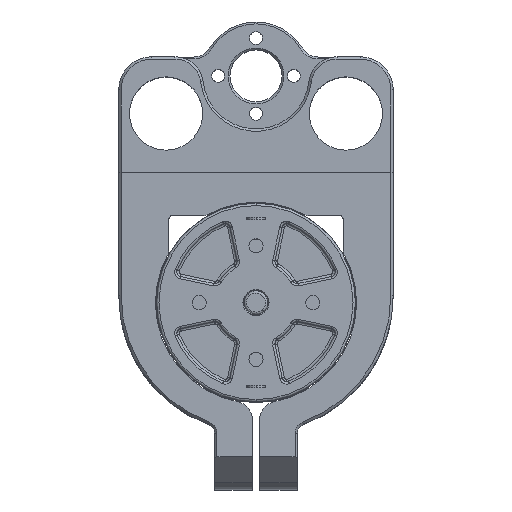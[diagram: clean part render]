
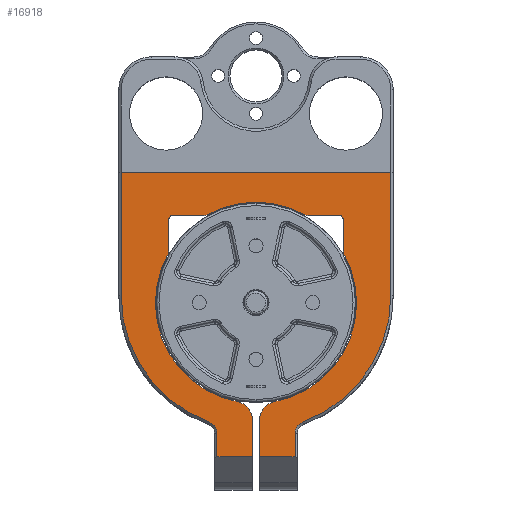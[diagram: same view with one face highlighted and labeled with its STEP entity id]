
A CAD part, top view. The second image highlights one B-rep face of the part: STEP entity #16918.
In plain terms, the highlighted planar face has unit normal (0, 0, 1).
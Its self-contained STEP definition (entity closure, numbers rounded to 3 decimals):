
#3992=CIRCLE('',#19086,28.5);
#3995=CIRCLE('',#19090,2.5);
#4000=CIRCLE('',#19100,28.5);
#4003=CIRCLE('',#19105,2.5);
#4011=CIRCLE('',#19118,4.);
#4027=CIRCLE('',#19137,4.);
#4032=CIRCLE('',#19150,21.25);
#4033=CIRCLE('',#19151,2.);
#4034=CIRCLE('',#19152,1.);
#4035=CIRCLE('',#19153,2.);
#4036=CIRCLE('',#19154,21.25);
#4037=CIRCLE('',#19155,2.);
#4038=CIRCLE('',#19156,1.);
#4039=CIRCLE('',#19157,2.);
#4040=CIRCLE('',#19158,21.25);
#4738=FACE_OUTER_BOUND('',#5512,.T.);
#5512=EDGE_LOOP('',(#15861,#15862,#15863,#15864,#15865,#15866,#15867,#15868,
#15869,#15870,#15871,#15872,#15873,#15874,#15875,#15876,#15877,#15878,#15879,
#15880,#15881,#15882,#15883,#15884,#15885,#15886,#15887,#15888));
#6470=LINE('',#47845,#7459);
#6475=LINE('',#47854,#7464);
#6486=LINE('',#47937,#7475);
#6494=LINE('',#48050,#7483);
#6502=LINE('',#48073,#7491);
#6515=LINE('',#48125,#7504);
#6524=LINE('',#48155,#7513);
#6525=LINE('',#48159,#7514);
#6526=LINE('',#48167,#7515);
#6527=LINE('',#48171,#7516);
#6528=LINE('',#48176,#7517);
#6529=LINE('',#48178,#7518);
#6530=LINE('',#48179,#7519);
#7459=VECTOR('',#24196,10.);
#7464=VECTOR('',#24203,10.);
#7475=VECTOR('',#24234,10.);
#7483=VECTOR('',#24268,10.);
#7491=VECTOR('',#24288,10.);
#7504=VECTOR('',#24335,10.);
#7513=VECTOR('',#24370,10.);
#7514=VECTOR('',#24373,10.);
#7515=VECTOR('',#24380,10.);
#7516=VECTOR('',#24383,10.);
#7517=VECTOR('',#24388,10.);
#7518=VECTOR('',#24389,10.);
#7519=VECTOR('',#24390,10.);
#10078=VERTEX_POINT('',#47828);
#10079=VERTEX_POINT('',#47830);
#10082=VERTEX_POINT('',#47838);
#10084=VERTEX_POINT('',#47843);
#10087=VERTEX_POINT('',#47852);
#10097=VERTEX_POINT('',#47922);
#10098=VERTEX_POINT('',#47924);
#10100=VERTEX_POINT('',#47930);
#10103=VERTEX_POINT('',#47935);
#10116=VERTEX_POINT('',#48049);
#10120=VERTEX_POINT('',#48058);
#10121=VERTEX_POINT('',#48060);
#10146=VERTEX_POINT('',#48119);
#10147=VERTEX_POINT('',#48121);
#10153=VERTEX_POINT('',#48150);
#10154=VERTEX_POINT('',#48152);
#10155=VERTEX_POINT('',#48154);
#10156=VERTEX_POINT('',#48156);
#10157=VERTEX_POINT('',#48158);
#10158=VERTEX_POINT('',#48160);
#10159=VERTEX_POINT('',#48162);
#10160=VERTEX_POINT('',#48164);
#10161=VERTEX_POINT('',#48166);
#10162=VERTEX_POINT('',#48168);
#10163=VERTEX_POINT('',#48170);
#10164=VERTEX_POINT('',#48172);
#10165=VERTEX_POINT('',#48175);
#10166=VERTEX_POINT('',#48177);
#12775=EDGE_CURVE('',#10078,#10079,#3992,.T.);
#12780=EDGE_CURVE('',#10082,#10078,#3995,.T.);
#12782=EDGE_CURVE('',#10084,#10082,#6470,.T.);
#12787=EDGE_CURVE('',#10087,#10084,#6475,.T.);
#12799=EDGE_CURVE('',#10097,#10098,#4000,.T.);
#12805=EDGE_CURVE('',#10103,#10100,#6486,.T.);
#12807=EDGE_CURVE('',#10098,#10103,#4003,.T.);
#12824=EDGE_CURVE('',#10100,#10116,#6494,.T.);
#12829=EDGE_CURVE('',#10120,#10121,#4011,.T.);
#12836=EDGE_CURVE('',#10116,#10120,#6502,.T.);
#12861=EDGE_CURVE('',#10146,#10147,#4027,.T.);
#12863=EDGE_CURVE('',#10087,#10147,#6515,.T.);
#12876=EDGE_CURVE('',#10146,#10153,#4032,.T.);
#12877=EDGE_CURVE('',#10154,#10153,#4033,.T.);
#12878=EDGE_CURVE('',#10154,#10155,#6524,.T.);
#12879=EDGE_CURVE('',#10155,#10156,#4034,.T.);
#12880=EDGE_CURVE('',#10156,#10157,#6525,.T.);
#12881=EDGE_CURVE('',#10158,#10157,#4035,.T.);
#12882=EDGE_CURVE('',#10158,#10159,#4036,.T.);
#12883=EDGE_CURVE('',#10160,#10159,#4037,.T.);
#12884=EDGE_CURVE('',#10160,#10161,#6526,.T.);
#12885=EDGE_CURVE('',#10161,#10162,#4038,.T.);
#12886=EDGE_CURVE('',#10162,#10163,#6527,.T.);
#12887=EDGE_CURVE('',#10164,#10163,#4039,.T.);
#12888=EDGE_CURVE('',#10164,#10121,#4040,.T.);
#12889=EDGE_CURVE('',#10165,#10097,#6528,.T.);
#12890=EDGE_CURVE('',#10165,#10166,#6529,.T.);
#12891=EDGE_CURVE('',#10166,#10079,#6530,.T.);
#15861=ORIENTED_EDGE('',*,*,#12782,.F.);
#15862=ORIENTED_EDGE('',*,*,#12787,.F.);
#15863=ORIENTED_EDGE('',*,*,#12863,.T.);
#15864=ORIENTED_EDGE('',*,*,#12861,.F.);
#15865=ORIENTED_EDGE('',*,*,#12876,.T.);
#15866=ORIENTED_EDGE('',*,*,#12877,.F.);
#15867=ORIENTED_EDGE('',*,*,#12878,.T.);
#15868=ORIENTED_EDGE('',*,*,#12879,.T.);
#15869=ORIENTED_EDGE('',*,*,#12880,.T.);
#15870=ORIENTED_EDGE('',*,*,#12881,.F.);
#15871=ORIENTED_EDGE('',*,*,#12882,.T.);
#15872=ORIENTED_EDGE('',*,*,#12883,.F.);
#15873=ORIENTED_EDGE('',*,*,#12884,.T.);
#15874=ORIENTED_EDGE('',*,*,#12885,.T.);
#15875=ORIENTED_EDGE('',*,*,#12886,.T.);
#15876=ORIENTED_EDGE('',*,*,#12887,.F.);
#15877=ORIENTED_EDGE('',*,*,#12888,.T.);
#15878=ORIENTED_EDGE('',*,*,#12829,.F.);
#15879=ORIENTED_EDGE('',*,*,#12836,.F.);
#15880=ORIENTED_EDGE('',*,*,#12824,.F.);
#15881=ORIENTED_EDGE('',*,*,#12805,.F.);
#15882=ORIENTED_EDGE('',*,*,#12807,.F.);
#15883=ORIENTED_EDGE('',*,*,#12799,.F.);
#15884=ORIENTED_EDGE('',*,*,#12889,.F.);
#15885=ORIENTED_EDGE('',*,*,#12890,.T.);
#15886=ORIENTED_EDGE('',*,*,#12891,.T.);
#15887=ORIENTED_EDGE('',*,*,#12775,.F.);
#15888=ORIENTED_EDGE('',*,*,#12780,.F.);
#16262=PLANE('',#19149);
#16918=ADVANCED_FACE('',(#4738),#16262,.T.);
#19086=AXIS2_PLACEMENT_3D('',#47831,#24181,#24182);
#19090=AXIS2_PLACEMENT_3D('',#47840,#24191,#24192);
#19100=AXIS2_PLACEMENT_3D('',#47925,#24224,#24225);
#19105=AXIS2_PLACEMENT_3D('',#47940,#24239,#24240);
#19118=AXIS2_PLACEMENT_3D('',#48061,#24276,#24277);
#19137=AXIS2_PLACEMENT_3D('',#48122,#24330,#24331);
#19149=AXIS2_PLACEMENT_3D('',#48149,#24364,#24365);
#19150=AXIS2_PLACEMENT_3D('',#48151,#24366,#24367);
#19151=AXIS2_PLACEMENT_3D('',#48153,#24368,#24369);
#19152=AXIS2_PLACEMENT_3D('',#48157,#24371,#24372);
#19153=AXIS2_PLACEMENT_3D('',#48161,#24374,#24375);
#19154=AXIS2_PLACEMENT_3D('',#48163,#24376,#24377);
#19155=AXIS2_PLACEMENT_3D('',#48165,#24378,#24379);
#19156=AXIS2_PLACEMENT_3D('',#48169,#24381,#24382);
#19157=AXIS2_PLACEMENT_3D('',#48173,#24384,#24385);
#19158=AXIS2_PLACEMENT_3D('',#48174,#24386,#24387);
#24181=DIRECTION('center_axis',(0.,0.,-1.));
#24182=DIRECTION('ref_axis',(-1.,0.,0.));
#24191=DIRECTION('center_axis',(0.,0.,1.));
#24192=DIRECTION('ref_axis',(0.821,0.572,0.));
#24196=DIRECTION('',(0.,1.,0.));
#24203=DIRECTION('',(-1.,0.,0.));
#24224=DIRECTION('center_axis',(0.,0.,-1.));
#24225=DIRECTION('ref_axis',(0.,-1.,0.));
#24234=DIRECTION('',(0.,-1.,0.));
#24239=DIRECTION('center_axis',(0.,0.,1.));
#24240=DIRECTION('ref_axis',(-0.821,0.572,0.));
#24268=DIRECTION('',(-1.,0.,0.));
#24276=DIRECTION('center_axis',(0.,0.,-1.));
#24277=DIRECTION('ref_axis',(-0.771,0.637,0.));
#24288=DIRECTION('',(0.,1.,0.));
#24330=DIRECTION('center_axis',(0.,0.,-1.));
#24331=DIRECTION('ref_axis',(0.771,0.637,0.));
#24335=DIRECTION('',(0.,1.,0.));
#24364=DIRECTION('center_axis',(0.,0.,1.));
#24365=DIRECTION('ref_axis',(-1.,0.,0.));
#24366=DIRECTION('center_axis',(0.,0.,-1.));
#24367=DIRECTION('ref_axis',(-1.,0.,0.));
#24368=DIRECTION('center_axis',(0.,0.,-1.));
#24369=DIRECTION('ref_axis',(0.97,-0.244,0.));
#24370=DIRECTION('',(0.,1.,0.));
#24371=DIRECTION('center_axis',(0.,0.,-1.));
#24372=DIRECTION('ref_axis',(0.,1.,0.));
#24373=DIRECTION('',(1.,0.,0.));
#24374=DIRECTION('center_axis',(0.,0.,-1.));
#24375=DIRECTION('ref_axis',(0.244,-0.97,0.));
#24376=DIRECTION('center_axis',(0.,0.,-1.));
#24377=DIRECTION('ref_axis',(-1.,0.,0.));
#24378=DIRECTION('center_axis',(0.,0.,-1.));
#24379=DIRECTION('ref_axis',(-0.244,-0.97,0.));
#24380=DIRECTION('',(1.,0.,0.));
#24381=DIRECTION('center_axis',(0.,0.,-1.));
#24382=DIRECTION('ref_axis',(1.,0.,0.));
#24383=DIRECTION('',(0.,-1.,0.));
#24384=DIRECTION('center_axis',(0.,0.,-1.));
#24385=DIRECTION('ref_axis',(-0.97,-0.244,0.));
#24386=DIRECTION('center_axis',(0.,0.,-1.));
#24387=DIRECTION('ref_axis',(-1.,0.,0.));
#24388=DIRECTION('',(0.,-1.,0.));
#24389=DIRECTION('',(-1.,0.,0.));
#24390=DIRECTION('',(0.,-1.,0.));
#47828=CARTESIAN_POINT('',(-9.883,-65.232,45.));
#47830=CARTESIAN_POINT('',(-28.5,-38.5,45.));
#47831=CARTESIAN_POINT('Origin',(0.,-38.5,
45.));
#47838=CARTESIAN_POINT('',(-8.25,-67.576,45.));
#47840=CARTESIAN_POINT('Origin',(-10.75,-67.576,45.));
#47843=CARTESIAN_POINT('',(-8.25,-72.5,45.));
#47845=CARTESIAN_POINT('',(-8.25,-46.,45.));
#47852=CARTESIAN_POINT('',(-0.75,-72.5,45.));
#47854=CARTESIAN_POINT('',(13.875,-72.5,45.));
#47922=CARTESIAN_POINT('',(28.5,-38.5,45.));
#47924=CARTESIAN_POINT('',(9.883,-65.232,45.));
#47925=CARTESIAN_POINT('Origin',(0.,-38.5,
45.));
#47930=CARTESIAN_POINT('',(8.25,-72.5,45.));
#47935=CARTESIAN_POINT('',(8.25,-67.576,45.));
#47937=CARTESIAN_POINT('',(8.25,-39.324,45.));
#47940=CARTESIAN_POINT('Origin',(10.75,-67.576,45.));
#48049=CARTESIAN_POINT('',(0.75,-72.5,45.));
#48050=CARTESIAN_POINT('',(18.625,-72.5,45.));
#48058=CARTESIAN_POINT('',(0.75,-64.799,45.));
#48060=CARTESIAN_POINT('',(3.998,-60.871,45.));
#48061=CARTESIAN_POINT('Origin',(4.75,-64.799,45.));
#48073=CARTESIAN_POINT('',(0.75,-79.5,45.));
#48119=CARTESIAN_POINT('',(-3.998,-60.871,45.));
#48121=CARTESIAN_POINT('',(-0.75,-64.799,45.));
#48122=CARTESIAN_POINT('Origin',(-4.75,-64.799,45.));
#48125=CARTESIAN_POINT('',(-0.75,-39.995,45.));
#48149=CARTESIAN_POINT('Origin',(28.5,-12.5,45.));
#48150=CARTESIAN_POINT('',(-18.722,-29.947,45.));
#48151=CARTESIAN_POINT('Origin',(0.,-40.,45.));
#48152=CARTESIAN_POINT('',(-18.484,-29.001,45.));
#48153=CARTESIAN_POINT('Origin',(-20.484,-29.001,45.));
#48154=CARTESIAN_POINT('',(-18.484,-22.516,45.));
#48155=CARTESIAN_POINT('',(-18.484,-21.008,45.));
#48156=CARTESIAN_POINT('',(-17.484,-21.516,45.));
#48157=CARTESIAN_POINT('Origin',(-17.484,-22.516,45.));
#48158=CARTESIAN_POINT('',(-10.999,-21.516,45.));
#48159=CARTESIAN_POINT('',(5.508,-21.516,45.));
#48160=CARTESIAN_POINT('',(-10.053,-21.278,45.));
#48161=CARTESIAN_POINT('Origin',(-10.999,-19.516,45.));
#48162=CARTESIAN_POINT('',(10.053,-21.278,45.));
#48163=CARTESIAN_POINT('Origin',(0.,-40.,45.));
#48164=CARTESIAN_POINT('',(10.999,-21.516,45.));
#48165=CARTESIAN_POINT('Origin',(10.999,-19.516,45.));
#48166=CARTESIAN_POINT('',(17.484,-21.516,45.));
#48167=CARTESIAN_POINT('',(19.492,-21.516,45.));
#48168=CARTESIAN_POINT('',(18.484,-22.516,45.));
#48169=CARTESIAN_POINT('Origin',(17.484,-22.516,45.));
#48170=CARTESIAN_POINT('',(18.484,-29.001,45.));
#48171=CARTESIAN_POINT('',(18.484,-17.508,45.));
#48172=CARTESIAN_POINT('',(18.722,-29.947,45.));
#48173=CARTESIAN_POINT('Origin',(20.484,-29.001,45.));
#48174=CARTESIAN_POINT('Origin',(0.,-40.,45.));
#48175=CARTESIAN_POINT('',(28.5,-12.5,45.));
#48176=CARTESIAN_POINT('',(28.5,-12.5,45.));
#48177=CARTESIAN_POINT('',(-28.5,-12.5,45.));
#48178=CARTESIAN_POINT('',(28.5,-12.5,45.));
#48179=CARTESIAN_POINT('',(-28.5,-12.5,45.));
